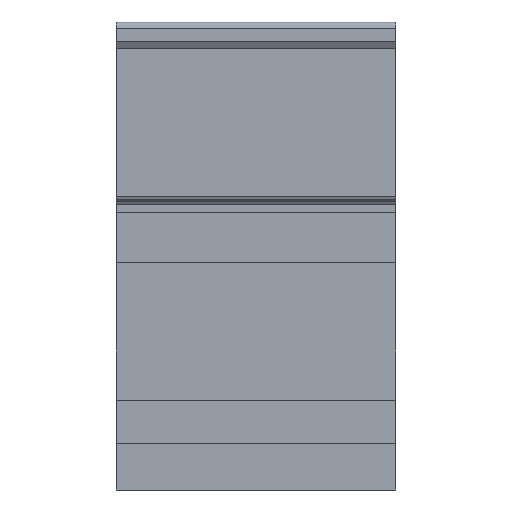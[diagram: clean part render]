
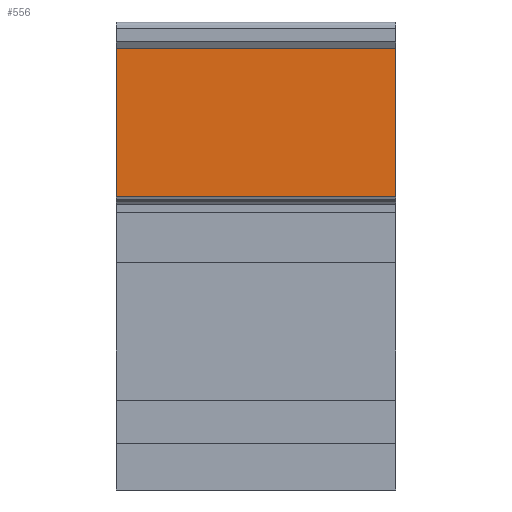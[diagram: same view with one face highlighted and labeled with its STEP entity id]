
A CAD part, front view. The second image highlights one B-rep face of the part: STEP entity #556.
In plain terms, the highlighted planar face has unit normal (0, -1, 0).
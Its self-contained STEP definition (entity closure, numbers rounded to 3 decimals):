
#34=FACE_OUTER_BOUND($,#74,.T.);
#74=EDGE_LOOP($,(#330,#331,#332,#333));
#123=VERTEX_POINT($,#1493);
#124=VERTEX_POINT($,#1495);
#125=VERTEX_POINT($,#1499);
#126=VERTEX_POINT($,#1501);
#206=EDGE_CURVE($,#123,#124,#731,.T.);
#207=EDGE_CURVE($,#125,#123,#732,.T.);
#208=EDGE_CURVE($,#126,#124,#733,.T.);
#209=EDGE_CURVE($,#125,#126,#734,.T.);
#330=ORIENTED_EDGE($,*,*,#207,.T.);
#331=ORIENTED_EDGE($,*,*,#206,.T.);
#332=ORIENTED_EDGE($,*,*,#208,.F.);
#333=ORIENTED_EDGE($,*,*,#209,.F.);
#521=PLANE($,#1016);
#556=ADVANCED_FACE($,(#34),#521,.T.);
#731=LINE($,#1497,#891);
#732=LINE($,#1500,#892);
#733=LINE($,#1502,#893);
#734=LINE($,#1503,#894);
#891=VECTOR($,#1148,45.);
#892=VECTOR($,#1151,23.885);
#893=VECTOR($,#1152,23.885);
#894=VECTOR($,#1153,45.);
#1016=AXIS2_PLACEMENT_3D($,#1498,#1149,#1150);
#1148=DIRECTION($,(-1.,0.,0.));
#1149=DIRECTION('center_axis',(0.,-1.,0.));
#1150=DIRECTION('ref_axis',(0.,0.,1.));
#1151=DIRECTION($,(0.,0.,1.));
#1152=DIRECTION($,(0.,0.,1.));
#1153=DIRECTION($,(-1.,0.,0.));
#1493=CARTESIAN_POINT('',(45.,-21.038,71.031));
#1495=CARTESIAN_POINT('',(0.,-21.038,71.031));
#1497=CARTESIAN_POINT($,(45.,-21.038,71.031));
#1498=CARTESIAN_POINT('Origin',(45.,-21.038,47.146));
#1499=CARTESIAN_POINT('',(45.,-21.038,47.146));
#1500=CARTESIAN_POINT($,(45.,-21.038,47.146));
#1501=CARTESIAN_POINT('',(0.,-21.038,47.146));
#1502=CARTESIAN_POINT($,(0.,-21.038,47.146));
#1503=CARTESIAN_POINT($,(45.,-21.038,47.146));
